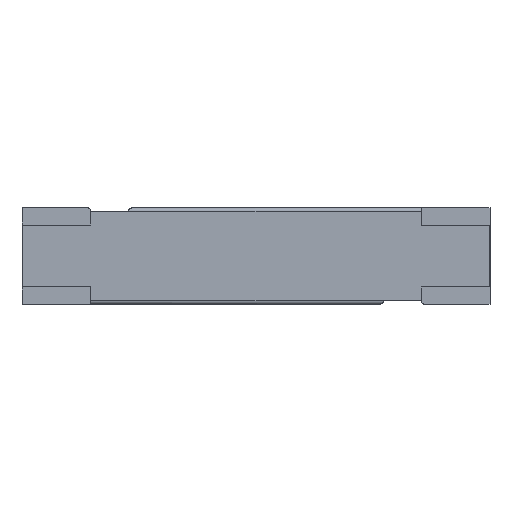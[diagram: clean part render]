
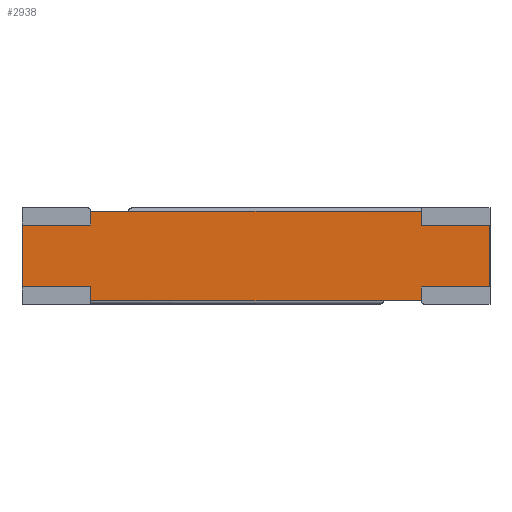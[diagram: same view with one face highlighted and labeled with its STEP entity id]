
A CAD part, front view. The second image highlights one B-rep face of the part: STEP entity #2938.
In plain terms, the highlighted planar face has unit normal (0, -1, 0).
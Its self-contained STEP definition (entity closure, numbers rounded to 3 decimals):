
#94 = CARTESIAN_POINT ( 'NONE',  ( -1.2, -1.299, 0.135 ) ) ;
#107 = DIRECTION ( 'NONE',  ( 0., 0., -1. ) ) ;
#200 = VERTEX_POINT ( 'NONE', #3414 ) ;
#292 = ORIENTED_EDGE ( 'NONE', *, *, #5545, .T. ) ;
#361 = LINE ( 'NONE', #4833, #1649 ) ;
#439 = DIRECTION ( 'NONE',  ( 0., 0., -1. ) ) ;
#445 = VECTOR ( 'NONE', #107, 1000. ) ;
#460 = CARTESIAN_POINT ( 'NONE',  ( -1.2, -1.299, 0.035 ) ) ;
#473 = DIRECTION ( 'NONE',  ( -1., 0., 0. ) ) ;
#486 = LINE ( 'NONE', #4496, #445 ) ;
#578 = ORIENTED_EDGE ( 'NONE', *, *, #4887, .T. ) ;
#642 = DIRECTION ( 'NONE',  ( -1., 0., 0. ) ) ;
#664 = VERTEX_POINT ( 'NONE', #4917 ) ;
#833 = VECTOR ( 'NONE', #1703, 1000. ) ;
#862 = CARTESIAN_POINT ( 'NONE',  ( 1.2, -1.299, 0.135 ) ) ;
#963 = DIRECTION ( 'NONE',  ( 0., 0., 1. ) ) ;
#1038 = CARTESIAN_POINT ( 'NONE',  ( 1.699, -1.299, 0.135 ) ) ;
#1045 = ORIENTED_EDGE ( 'NONE', *, *, #4427, .T. ) ;
#1085 = LINE ( 'NONE', #2878, #5579 ) ;
#1158 = VERTEX_POINT ( 'NONE', #2116 ) ;
#1161 = CARTESIAN_POINT ( 'NONE',  ( -1.2, -1.299, 0.693 ) ) ;
#1279 = ORIENTED_EDGE ( 'NONE', *, *, #3691, .T. ) ;
#1346 = LINE ( 'NONE', #3139, #833 ) ;
#1383 = CARTESIAN_POINT ( 'NONE',  ( 0., -1.299, 0.685 ) ) ;
#1646 = VERTEX_POINT ( 'NONE', #4694 ) ;
#1649 = VECTOR ( 'NONE', #4452, 1000. ) ;
#1680 = ORIENTED_EDGE ( 'NONE', *, *, #3764, .F. ) ;
#1703 = DIRECTION ( 'NONE',  ( 1., 0., 0. ) ) ;
#1746 = VECTOR ( 'NONE', #473, 1000. ) ;
#1795 = CARTESIAN_POINT ( 'NONE',  ( -1.699, -1.299, 0.36 ) ) ;
#1851 = DIRECTION ( 'NONE',  ( -1., 0., 0. ) ) ;
#1867 = CARTESIAN_POINT ( 'NONE',  ( -1.699, -1.299, 0.585 ) ) ;
#1905 = DIRECTION ( 'NONE',  ( -1., 0., 0. ) ) ;
#2015 = VERTEX_POINT ( 'NONE', #4948 ) ;
#2114 = FACE_OUTER_BOUND ( 'NONE', #4506, .T. ) ;
#2116 = CARTESIAN_POINT ( 'NONE',  ( 1.2, -1.299, 0.585 ) ) ;
#2152 = EDGE_CURVE ( 'NONE', #2015, #3050, #1085, .T. ) ;
#2304 = LINE ( 'NONE', #3622, #5776 ) ;
#2455 = DIRECTION ( 'NONE',  ( 0., 0., 1. ) ) ;
#2503 = DIRECTION ( 'NONE',  ( 0., 0., -1. ) ) ;
#2607 = DIRECTION ( 'NONE',  ( 0., -1., 0. ) ) ;
#2689 = ORIENTED_EDGE ( 'NONE', *, *, #5496, .F. ) ;
#2809 = CARTESIAN_POINT ( 'NONE',  ( 1.2, -1.299, 0.027 ) ) ;
#2831 = EDGE_CURVE ( 'NONE', #200, #1158, #3341, .T. ) ;
#2847 = VERTEX_POINT ( 'NONE', #1038 ) ;
#2875 = VERTEX_POINT ( 'NONE', #94 ) ;
#2878 = CARTESIAN_POINT ( 'NONE',  ( 0., -1.299, 0.585 ) ) ;
#2938 = ADVANCED_FACE ( 'NONE', ( #2114 ), #2961, .T. ) ;
#2959 = LINE ( 'NONE', #4733, #5133 ) ;
#2961 = PLANE ( 'NONE',  #5394 ) ;
#2966 = CARTESIAN_POINT ( 'NONE',  ( -1.699, -1.299, 0.135 ) ) ;
#3050 = VERTEX_POINT ( 'NONE', #1867 ) ;
#3061 = VECTOR ( 'NONE', #963, 1000. ) ;
#3139 = CARTESIAN_POINT ( 'NONE',  ( 0., -1.299, 0.135 ) ) ;
#3145 = VECTOR ( 'NONE', #1851, 1000. ) ;
#3224 = EDGE_CURVE ( 'NONE', #2015, #5769, #5177, .T. ) ;
#3284 = EDGE_CURVE ( 'NONE', #664, #5769, #5784, .T. ) ;
#3341 = LINE ( 'NONE', #4540, #5671 ) ;
#3369 = DIRECTION ( 'NONE',  ( 0., 0., 1. ) ) ;
#3386 = ORIENTED_EDGE ( 'NONE', *, *, #5262, .F. ) ;
#3414 = CARTESIAN_POINT ( 'NONE',  ( 1.699, -1.299, 0.585 ) ) ;
#3564 = DIRECTION ( 'NONE',  ( 1., 0., 0. ) ) ;
#3596 = ORIENTED_EDGE ( 'NONE', *, *, #2152, .T. ) ;
#3617 = VECTOR ( 'NONE', #2455, 1000. ) ;
#3622 = CARTESIAN_POINT ( 'NONE',  ( 0., -1.299, 0.135 ) ) ;
#3627 = VECTOR ( 'NONE', #2503, 1000. ) ;
#3691 = EDGE_CURVE ( 'NONE', #4326, #2847, #2304, .T. ) ;
#3711 = LINE ( 'NONE', #2809, #3627 ) ;
#3764 = EDGE_CURVE ( 'NONE', #4599, #3050, #4035, .T. ) ;
#3914 = ORIENTED_EDGE ( 'NONE', *, *, #3224, .F. ) ;
#4035 = LINE ( 'NONE', #1795, #3061 ) ;
#4326 = VERTEX_POINT ( 'NONE', #862 ) ;
#4412 = ORIENTED_EDGE ( 'NONE', *, *, #3284, .T. ) ;
#4427 = EDGE_CURVE ( 'NONE', #4599, #2875, #1346, .T. ) ;
#4452 = DIRECTION ( 'NONE',  ( 0., 0., -1. ) ) ;
#4476 = CARTESIAN_POINT ( 'NONE',  ( 0., -1.299, 0.36 ) ) ;
#4484 = CARTESIAN_POINT ( 'NONE',  ( 0., -1.299, 0.035 ) ) ;
#4496 = CARTESIAN_POINT ( 'NONE',  ( 1.2, -1.299, 0.693 ) ) ;
#4506 = EDGE_LOOP ( 'NONE', ( #4412, #3914, #3596, #1680, #1045, #292, #2689, #4842, #1279, #578, #5021, #3386 ) ) ;
#4540 = CARTESIAN_POINT ( 'NONE',  ( 0., -1.299, 0.585 ) ) ;
#4599 = VERTEX_POINT ( 'NONE', #2966 ) ;
#4694 = CARTESIAN_POINT ( 'NONE',  ( 1.2, -1.299, 0.035 ) ) ;
#4733 = CARTESIAN_POINT ( 'NONE',  ( 1.699, -1.299, 0.36 ) ) ;
#4833 = CARTESIAN_POINT ( 'NONE',  ( -1.2, -1.299, 0.36 ) ) ;
#4842 = ORIENTED_EDGE ( 'NONE', *, *, #5415, .F. ) ;
#4887 = EDGE_CURVE ( 'NONE', #2847, #200, #2959, .T. ) ;
#4917 = CARTESIAN_POINT ( 'NONE',  ( 1.2, -1.299, 0.685 ) ) ;
#4948 = CARTESIAN_POINT ( 'NONE',  ( -1.2, -1.299, 0.585 ) ) ;
#5021 = ORIENTED_EDGE ( 'NONE', *, *, #2831, .T. ) ;
#5053 = LINE ( 'NONE', #4484, #1746 ) ;
#5133 = VECTOR ( 'NONE', #3369, 1000. ) ;
#5177 = LINE ( 'NONE', #1161, #3617 ) ;
#5260 = VERTEX_POINT ( 'NONE', #460 ) ;
#5262 = EDGE_CURVE ( 'NONE', #664, #1158, #486, .T. ) ;
#5394 = AXIS2_PLACEMENT_3D ( 'NONE', #4476, #2607, #439 ) ;
#5415 = EDGE_CURVE ( 'NONE', #4326, #1646, #3711, .T. ) ;
#5496 = EDGE_CURVE ( 'NONE', #1646, #5260, #5053, .T. ) ;
#5545 = EDGE_CURVE ( 'NONE', #2875, #5260, #361, .T. ) ;
#5579 = VECTOR ( 'NONE', #642, 1000. ) ;
#5607 = CARTESIAN_POINT ( 'NONE',  ( -1.2, -1.299, 0.685 ) ) ;
#5671 = VECTOR ( 'NONE', #1905, 1000. ) ;
#5769 = VERTEX_POINT ( 'NONE', #5607 ) ;
#5776 = VECTOR ( 'NONE', #3564, 1000. ) ;
#5784 = LINE ( 'NONE', #1383, #3145 ) ;
